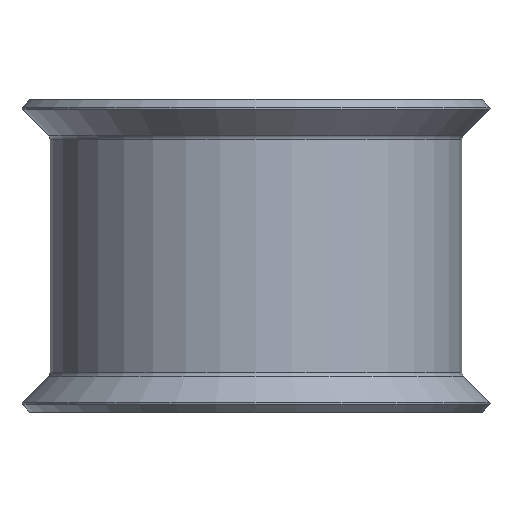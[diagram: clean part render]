
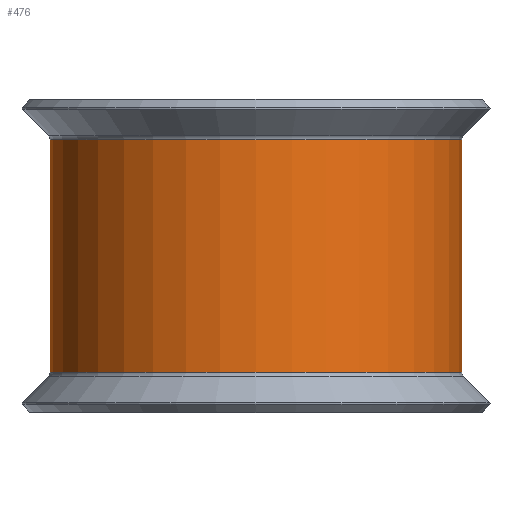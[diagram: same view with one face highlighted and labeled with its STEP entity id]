
A CAD part, front view. The second image highlights one B-rep face of the part: STEP entity #476.
In plain terms, the highlighted cylindrical face has radius 9.36 mm (diameter 18.72 mm), a partial arc.
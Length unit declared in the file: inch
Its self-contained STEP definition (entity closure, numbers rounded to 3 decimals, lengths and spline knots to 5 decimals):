
#145 = CARTESIAN_POINT ( 'NONE',  ( 0.3435, -0.75, 0.281 ) ) ;
#175 = ORIENTED_EDGE ( 'NONE', *, *, #244, .T. ) ;
#206 = CIRCLE ( 'NONE', #586, 0.3685 ) ;
#244 = EDGE_CURVE ( 'NONE', #1902, #1893, #2005, .T. ) ;
#455 = CARTESIAN_POINT ( 'NONE',  ( -0.025, -0.75, 0.20822 ) ) ;
#476 = ADVANCED_FACE ( 'NONE', ( #1346 ), #547, .T. ) ;
#547 = CYLINDRICAL_SURFACE ( 'NONE', #938, 0.3685 ) ;
#586 = AXIS2_PLACEMENT_3D ( 'NONE', #2285, #841, #2539 ) ;
#671 = DIRECTION ( 'NONE',  ( 0., 0., -1. ) ) ;
#824 = DIRECTION ( 'NONE',  ( 0., 0., -1. ) ) ;
#841 = DIRECTION ( 'NONE',  ( 0., 0., -1. ) ) ;
#938 = AXIS2_PLACEMENT_3D ( 'NONE', #145, #2103, #1603 ) ;
#1070 = ORIENTED_EDGE ( 'NONE', *, *, #1285, .F. ) ;
#1274 = CARTESIAN_POINT ( 'NONE',  ( -0.025, -0.75, 0.281 ) ) ;
#1285 = EDGE_CURVE ( 'NONE', #2566, #1893, #2679, .T. ) ;
#1289 = VECTOR ( 'NONE', #1752, 39.37008 ) ;
#1294 = ORIENTED_EDGE ( 'NONE', *, *, #2921, .F. ) ;
#1334 = EDGE_LOOP ( 'NONE', ( #175, #1070, #1294, #2946 ) ) ;
#1346 = FACE_OUTER_BOUND ( 'NONE', #1334, .T. ) ;
#1545 = EDGE_CURVE ( 'NONE', #2063, #1902, #206, .T. ) ;
#1603 = DIRECTION ( 'NONE',  ( -1., 0., 0. ) ) ;
#1622 = AXIS2_PLACEMENT_3D ( 'NONE', #2269, #824, #2521 ) ;
#1731 = VECTOR ( 'NONE', #671, 39.37008 ) ;
#1752 = DIRECTION ( 'NONE',  ( 0., 0., -1. ) ) ;
#1893 = VERTEX_POINT ( 'NONE', #2641 ) ;
#1902 = VERTEX_POINT ( 'NONE', #455 ) ;
#2005 = LINE ( 'NONE', #1274, #1289 ) ;
#2063 = VERTEX_POINT ( 'NONE', #2223 ) ;
#2103 = DIRECTION ( 'NONE',  ( 0., 0., -1. ) ) ;
#2134 = CARTESIAN_POINT ( 'NONE',  ( 0.3435, -0.3815, 0.281 ) ) ;
#2223 = CARTESIAN_POINT ( 'NONE',  ( 0.3435, -0.3815, 0.20822 ) ) ;
#2269 = CARTESIAN_POINT ( 'NONE',  ( 0.3435, -0.75, -0.20822 ) ) ;
#2284 = CARTESIAN_POINT ( 'NONE',  ( 0.3435, -0.3815, -0.20822 ) ) ;
#2285 = CARTESIAN_POINT ( 'NONE',  ( 0.3435, -0.75, 0.20822 ) ) ;
#2521 = DIRECTION ( 'NONE',  ( -1., 0., 0. ) ) ;
#2539 = DIRECTION ( 'NONE',  ( -1., 0., 0. ) ) ;
#2566 = VERTEX_POINT ( 'NONE', #2284 ) ;
#2641 = CARTESIAN_POINT ( 'NONE',  ( -0.025, -0.75, -0.20822 ) ) ;
#2679 = CIRCLE ( 'NONE', #1622, 0.3685 ) ;
#2921 = EDGE_CURVE ( 'NONE', #2063, #2566, #2955, .T. ) ;
#2946 = ORIENTED_EDGE ( 'NONE', *, *, #1545, .T. ) ;
#2955 = LINE ( 'NONE', #2134, #1731 ) ;
